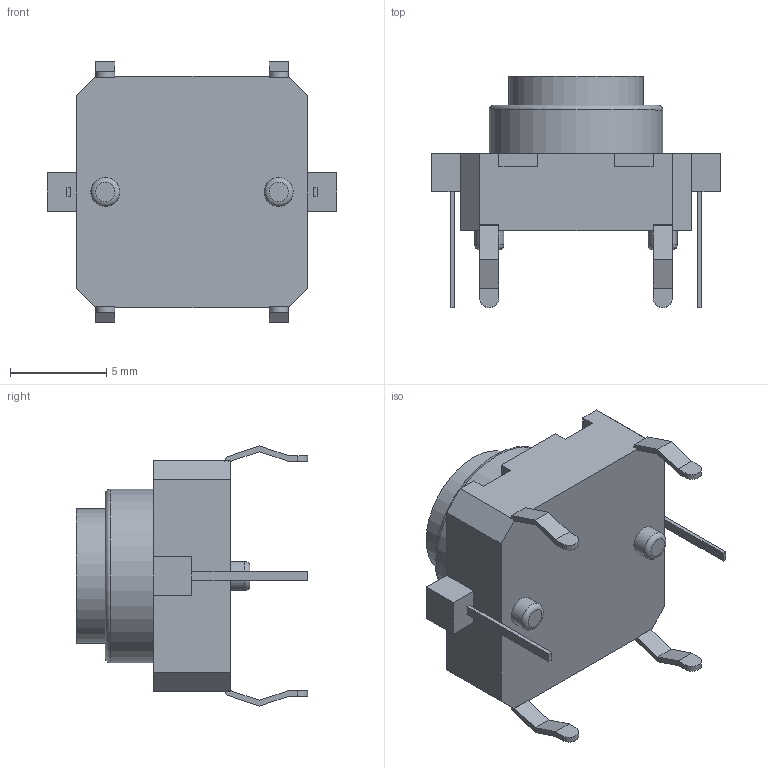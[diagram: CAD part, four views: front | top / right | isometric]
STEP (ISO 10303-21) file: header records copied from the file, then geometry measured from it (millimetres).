
FILE_DESCRIPTION(/* description */ (''),/* implementation_level */ '2;1');
FILE_NAME(/* name */ 'Ass_LED_switch_12x12.stp',/* time_stamp */ '2023-08-11T21:44:39+10:00',/* author */ ('idiadmin'),/* organization */ (''),/* preprocessor_version */ 'ST-DEVELOPER v18.1',/* originating_system */ 'Autodesk Inventor 2022',/* authorisation */ '');
FILE_SCHEMA (('AUTOMOTIVE_DESIGN { 1 0 10303 214 3 1 1 }'));
Length unit declared in the file: millimetre
Products named in the file (6): Ass_LED_switch_12x12; sw_body; sw_upr; sw_ctr; sw_legs; sw_led_pins
Assembly tree (5 placements, depth 2):
  Ass_LED_switch_12x12
    sw_body
    sw_upr
    sw_ctr
    sw_legs
    sw_led_pins
Bounding box: 15 x 12 x 13.5 mm (x, y, z)
Volume: 929.1 mm3; surface area: 1279.6 mm2
Topology: 6 solids, 6 shells, 137 faces, 351 edges, 234 vertices
Faces by surface type: plane 116, cylinder 17, torus 4
Full cylindrical faces by diameter (mm): 1.428 x8, 1.5 x2, 7 x2, 9 x1
Entity records: 4374 total; most frequent: CARTESIAN_POINT 733, ORIENTED_EDGE 702, DIRECTION 693, EDGE_CURVE 351, LINE 305, VECTOR 305, VERTEX_POINT 234, AXIS2_PLACEMENT_3D 194
